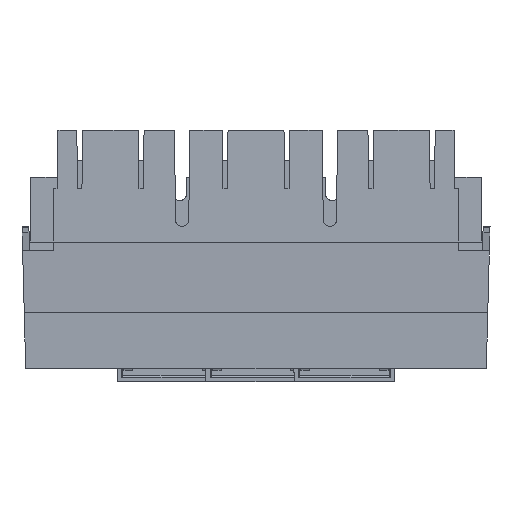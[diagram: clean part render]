
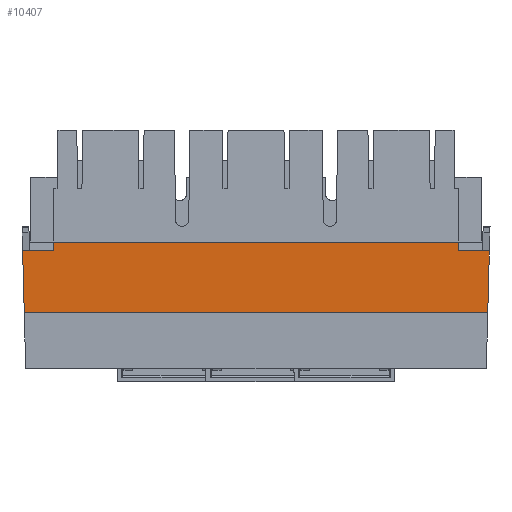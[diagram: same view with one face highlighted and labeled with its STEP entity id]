
A CAD part, front view. The second image highlights one B-rep face of the part: STEP entity #10407.
In plain terms, the highlighted planar face has unit normal (0, -1, -0.026).
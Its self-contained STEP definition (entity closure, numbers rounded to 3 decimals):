
#330=DIRECTION('',(-1.,0.,0.));
#331=VECTOR('',#330,13.72);
#332=CARTESIAN_POINT('',(-139.929,-139.334,
-26.32));
#333=LINE('',#332,#331);
#991=DIRECTION('',(0.026,0.026,-0.999));
#992=VECTOR('',#991,27.519);
#993=CARTESIAN_POINT('',(-153.65,-139.334,
-26.32));
#994=LINE('',#993,#992);
#1991=DIRECTION('',(1.,0.,0.));
#1992=VECTOR('',#1991,207.);
#1993=CARTESIAN_POINT('',(-152.929,-138.614,
-53.82));
#1994=LINE('',#1993,#1992);
#1998=DIRECTION('',(1.,0.,0.));
#1999=VECTOR('',#1998,13.72);
#2000=CARTESIAN_POINT('',(41.071,-139.334,
-26.32));
#2001=LINE('',#2000,#1999);
#2005=DIRECTION('',(-0.026,0.026,-0.999));
#2006=VECTOR('',#2005,27.519);
#2007=CARTESIAN_POINT('',(54.791,-139.334,
-26.32));
#2008=LINE('',#2007,#2006);
#2012=DIRECTION('',(1.,0.,0.));
#2013=VECTOR('',#2012,181.);
#2014=CARTESIAN_POINT('',(-139.929,-139.439,
-22.32));
#2015=LINE('',#2014,#2013);
#2047=DIRECTION('',(0.,0.026,-1.));
#2048=VECTOR('',#2047,4.001);
#2049=CARTESIAN_POINT('',(-139.929,-139.439,
-22.32));
#2050=LINE('',#2049,#2048);
#2068=DIRECTION('',(0.,-0.026,1.));
#2069=VECTOR('',#2068,4.001);
#2070=CARTESIAN_POINT('',(41.071,-139.334,
-26.32));
#2071=LINE('',#2070,#2069);
#7967=CARTESIAN_POINT('',(54.791,-139.334,
-26.32));
#7968=VERTEX_POINT('',#7967);
#7969=CARTESIAN_POINT('',(41.071,-139.334,
-26.32));
#7970=VERTEX_POINT('',#7969);
#7975=CARTESIAN_POINT('',(-139.929,-139.334,
-26.32));
#7976=VERTEX_POINT('',#7975);
#7977=CARTESIAN_POINT('',(-153.65,-139.334,
-26.32));
#7978=VERTEX_POINT('',#7977);
#8196=CARTESIAN_POINT('',(-152.929,-138.614,
-53.82));
#8197=VERTEX_POINT('',#8196);
#8228=CARTESIAN_POINT('',(54.071,-138.614,
-53.82));
#8229=VERTEX_POINT('',#8228);
#8510=CARTESIAN_POINT('',(-139.929,-139.439,
-22.32));
#8511=VERTEX_POINT('',#8510);
#8512=CARTESIAN_POINT('',(41.071,-139.439,
-22.32));
#8513=VERTEX_POINT('',#8512);
#10389=CARTESIAN_POINT('',(-49.429,-138.614,
-53.82));
#10390=DIRECTION('',(0.,-1.,-0.026));
#10391=DIRECTION('',(0.,0.026,-1.));
#10392=AXIS2_PLACEMENT_3D('',#10389,#10390,#10391);
#10393=PLANE('',#10392);
#10394=ORIENTED_EDGE('',*,*,#9308,.T.);
#10395=ORIENTED_EDGE('',*,*,#9957,.T.);
#10396=ORIENTED_EDGE('',*,*,#10383,.F.);
#10397=ORIENTED_EDGE('',*,*,#9898,.F.);
#10398=ORIENTED_EDGE('',*,*,#9316,.F.);
#10400=ORIENTED_EDGE('',*,*,#10399,.F.);
#10402=ORIENTED_EDGE('',*,*,#10401,.T.);
#10404=ORIENTED_EDGE('',*,*,#10403,.F.);
#10405=EDGE_LOOP('',(#10394,#10395,#10396,#10397,#10398,#10400,#10402,#10404));
#10406=FACE_OUTER_BOUND('',#10405,.F.);
#9308=EDGE_CURVE('',#7970,#7968,#2001,.T.);
#9316=EDGE_CURVE('',#7976,#7978,#333,.T.);
#9898=EDGE_CURVE('',#7978,#8197,#994,.T.);
#9957=EDGE_CURVE('',#7968,#8229,#2008,.T.);
#10383=EDGE_CURVE('',#8197,#8229,#1994,.T.);
#10399=EDGE_CURVE('',#8511,#7976,#2050,.T.);
#10401=EDGE_CURVE('',#8511,#8513,#2015,.T.);
#10403=EDGE_CURVE('',#7970,#8513,#2071,.T.);
#10407=ADVANCED_FACE('',(#10406),#10393,.T.);
